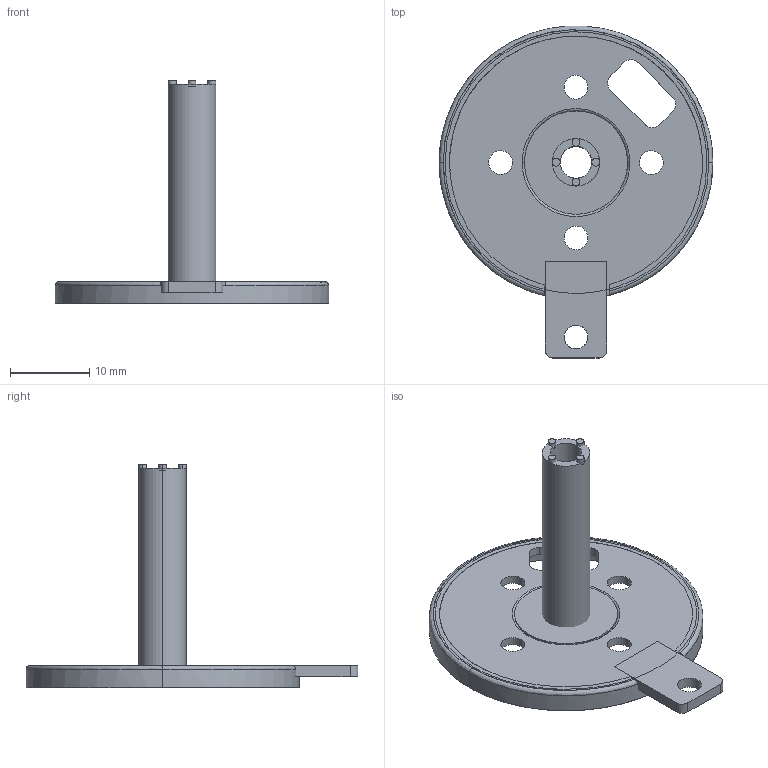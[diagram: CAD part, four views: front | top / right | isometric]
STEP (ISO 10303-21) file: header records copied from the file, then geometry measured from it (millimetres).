
FILE_DESCRIPTION(/* description */ (''),/* implementation_level */ '2;1');
FILE_NAME(/* name */ 'bottom',/* time_stamp */ '2023-05-20T19:24:43+08:00',/* author */ (''),/* organization */ (''),/* preprocessor_version */ 'ST-DEVELOPER v16.5',/* originating_system */ 'Rhino 7.28',/* authorisation */ '');
FILE_SCHEMA (('CONFIG_CONTROL_DESIGN'));
Length unit declared in the file: millimetre
Products named in the file (1): Document
Bounding box: 34.5 x 41.86 x 28.2 mm (x, y, z)
Volume: 1375.3 mm3; surface area: 3741.3 mm2
Topology: 8 solids, 16 shells, 73 faces, 192 edges, 140 vertices
Faces by surface type: cylinder 41, plane 28, bspline 4
Entity records: 2330 total; most frequent: CARTESIAN_POINT 1007, ORIENTED_EDGE 330, EDGE_CURVE 188, VERTEX_POINT 136, EDGE_LOOP 92, DIRECTION 77, ADVANCED_FACE 73, FACE_OUTER_BOUND 73
